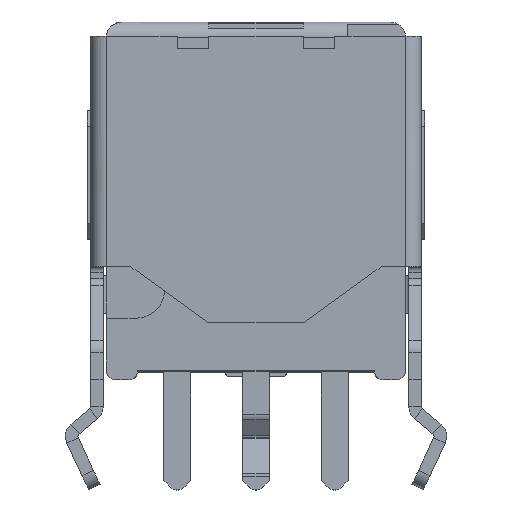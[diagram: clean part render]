
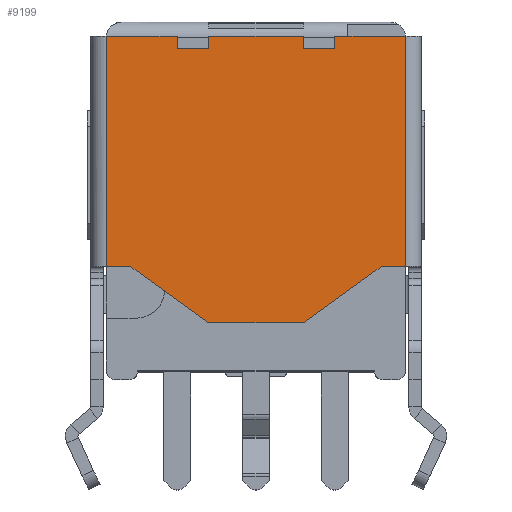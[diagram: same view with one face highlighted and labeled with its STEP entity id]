
A CAD part, top view. The second image highlights one B-rep face of the part: STEP entity #9199.
In plain terms, the highlighted planar face has unit normal (0, 0, 1).
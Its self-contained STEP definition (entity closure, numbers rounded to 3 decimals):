
#219 = CARTESIAN_POINT ( 'NONE',  ( -4.75, -2.9, 4.95 ) ) ;
#220 = VECTOR ( 'NONE', #12134, 1000. ) ;
#235 = CARTESIAN_POINT ( 'NONE',  ( 4., -2.9, 4.95 ) ) ;
#266 = CARTESIAN_POINT ( 'NONE',  ( -4., -2.9, 4.95 ) ) ;
#326 = CARTESIAN_POINT ( 'NONE',  ( -2.5, 4.4, 4.95 ) ) ;
#579 = CARTESIAN_POINT ( 'NONE',  ( 4.75, 4.4, 4.95 ) ) ;
#1004 = LINE ( 'NONE', #14498, #20353 ) ;
#1106 = LINE ( 'NONE', #15046, #4325 ) ;
#1412 = ORIENTED_EDGE ( 'NONE', *, *, #21772, .T. ) ;
#1587 = ORIENTED_EDGE ( 'NONE', *, *, #18068, .T. ) ;
#1809 = EDGE_CURVE ( 'NONE', #9602, #4989, #6003, .T. ) ;
#1825 = EDGE_CURVE ( 'NONE', #5405, #7533, #4198, .T. ) ;
#2086 = VECTOR ( 'NONE', #14466, 1000. ) ;
#2196 = DIRECTION ( 'NONE',  ( 0., 1., 0. ) ) ;
#2479 = CARTESIAN_POINT ( 'NONE',  ( 2.5, 4., 4.95 ) ) ;
#2625 = CARTESIAN_POINT ( 'NONE',  ( 1.5, 4.4, 4.95 ) ) ;
#2868 = CARTESIAN_POINT ( 'NONE',  ( 2.5, 4.4, 4.95 ) ) ;
#3421 = CARTESIAN_POINT ( 'NONE',  ( 2.5, 4.4, 4.95 ) ) ;
#3436 = CARTESIAN_POINT ( 'NONE',  ( 4., -2.9, 4.95 ) ) ;
#3670 = ORIENTED_EDGE ( 'NONE', *, *, #15282, .T. ) ;
#3845 = LINE ( 'NONE', #2625, #19341 ) ;
#3952 = DIRECTION ( 'NONE',  ( 1., 0., 0. ) ) ;
#4122 = EDGE_CURVE ( 'NONE', #14329, #9602, #16978, .T. ) ;
#4144 = LINE ( 'NONE', #8974, #4219 ) ;
#4198 = LINE ( 'NONE', #2868, #10278 ) ;
#4210 = LINE ( 'NONE', #11007, #4977 ) ;
#4219 = VECTOR ( 'NONE', #10949, 1000. ) ;
#4306 = CARTESIAN_POINT ( 'NONE',  ( 4.75, 4.4, 4.95 ) ) ;
#4325 = VECTOR ( 'NONE', #21571, 1000. ) ;
#4688 = LINE ( 'NONE', #11490, #17742 ) ;
#4848 = VERTEX_POINT ( 'NONE', #20134 ) ;
#4977 = VECTOR ( 'NONE', #17866, 1000. ) ;
#4989 = VERTEX_POINT ( 'NONE', #579 ) ;
#5126 = ORIENTED_EDGE ( 'NONE', *, *, #15203, .T. ) ;
#5294 = CARTESIAN_POINT ( 'NONE',  ( -4.85, 4.4, 4.95 ) ) ;
#5405 = VERTEX_POINT ( 'NONE', #7376 ) ;
#5615 = EDGE_CURVE ( 'NONE', #4989, #5405, #15594, .T. ) ;
#5648 = VECTOR ( 'NONE', #16173, 1000. ) ;
#5650 = VERTEX_POINT ( 'NONE', #7101 ) ;
#6003 = LINE ( 'NONE', #4306, #5648 ) ;
#6016 = DIRECTION ( 'NONE',  ( -1., 0., 0. ) ) ;
#6117 = DIRECTION ( 'NONE',  ( 0., -1., 0. ) ) ;
#6612 = CARTESIAN_POINT ( 'NONE',  ( -1.5, 4.4, 4.95 ) ) ;
#6709 = VERTEX_POINT ( 'NONE', #15465 ) ;
#6764 = DIRECTION ( 'NONE',  ( -1., 0., 0. ) ) ;
#6842 = VERTEX_POINT ( 'NONE', #9743 ) ;
#6913 = VERTEX_POINT ( 'NONE', #16798 ) ;
#7054 = DIRECTION ( 'NONE',  ( 0.812, -0.584, 0. ) ) ;
#7101 = CARTESIAN_POINT ( 'NONE',  ( 1.5, 4.4, 4.95 ) ) ;
#7125 = ORIENTED_EDGE ( 'NONE', *, *, #1825, .T. ) ;
#7310 = DIRECTION ( 'NONE',  ( -1., 0., 0. ) ) ;
#7376 = CARTESIAN_POINT ( 'NONE',  ( 2.5, 4.4, 4.95 ) ) ;
#7533 = VERTEX_POINT ( 'NONE', #2479 ) ;
#7559 = LINE ( 'NONE', #12347, #9319 ) ;
#7712 = EDGE_CURVE ( 'NONE', #19460, #6709, #4688, .T. ) ;
#7720 = ORIENTED_EDGE ( 'NONE', *, *, #12330, .T. ) ;
#8075 = VERTEX_POINT ( 'NONE', #13388 ) ;
#8113 = ORIENTED_EDGE ( 'NONE', *, *, #4122, .T. ) ;
#8398 = ORIENTED_EDGE ( 'NONE', *, *, #11723, .T. ) ;
#8403 = ORIENTED_EDGE ( 'NONE', *, *, #8858, .T. ) ;
#8516 = AXIS2_PLACEMENT_3D ( 'NONE', #17407, #19291, #3952 ) ;
#8518 = EDGE_CURVE ( 'NONE', #5650, #19460, #16046, .T. ) ;
#8858 = EDGE_CURVE ( 'NONE', #13998, #10868, #4144, .T. ) ;
#8974 = CARTESIAN_POINT ( 'NONE',  ( -1.5, -4.7, 4.95 ) ) ;
#9199 = ADVANCED_FACE ( 'NONE', ( #20546 ), #10555, .T. ) ;
#9319 = VECTOR ( 'NONE', #14393, 1000. ) ;
#9418 = VECTOR ( 'NONE', #20675, 1000. ) ;
#9602 = VERTEX_POINT ( 'NONE', #14120 ) ;
#9743 = CARTESIAN_POINT ( 'NONE',  ( -2.5, 4.4, 4.95 ) ) ;
#9991 = ORIENTED_EDGE ( 'NONE', *, *, #17104, .T. ) ;
#10061 = VERTEX_POINT ( 'NONE', #19785 ) ;
#10278 = VECTOR ( 'NONE', #6117, 1000. ) ;
#10555 = PLANE ( 'NONE',  #8516 ) ;
#10849 = VERTEX_POINT ( 'NONE', #14213 ) ;
#10868 = VERTEX_POINT ( 'NONE', #18114 ) ;
#10949 = DIRECTION ( 'NONE',  ( 1., 0., 0. ) ) ;
#11007 = CARTESIAN_POINT ( 'NONE',  ( -2.5, 4., 4.95 ) ) ;
#11490 = CARTESIAN_POINT ( 'NONE',  ( -1.5, 4.4, 4.95 ) ) ;
#11723 = EDGE_CURVE ( 'NONE', #6842, #6913, #13796, .T. ) ;
#11943 = ORIENTED_EDGE ( 'NONE', *, *, #8518, .T. ) ;
#12132 = LINE ( 'NONE', #219, #9418 ) ;
#12134 = DIRECTION ( 'NONE',  ( 1., 0., 0. ) ) ;
#12330 = EDGE_CURVE ( 'NONE', #6913, #8075, #12132, .T. ) ;
#12347 = CARTESIAN_POINT ( 'NONE',  ( -4.85, -2.9, 4.95 ) ) ;
#12779 = DIRECTION ( 'NONE',  ( 0., 1., 0. ) ) ;
#13240 = ORIENTED_EDGE ( 'NONE', *, *, #21291, .T. ) ;
#13388 = CARTESIAN_POINT ( 'NONE',  ( -4.75, -2.9, 4.95 ) ) ;
#13796 = LINE ( 'NONE', #5294, #17974 ) ;
#13998 = VERTEX_POINT ( 'NONE', #18215 ) ;
#14120 = CARTESIAN_POINT ( 'NONE',  ( 4.75, -2.9, 4.95 ) ) ;
#14213 = CARTESIAN_POINT ( 'NONE',  ( -4., -2.9, 4.95 ) ) ;
#14329 = VERTEX_POINT ( 'NONE', #235 ) ;
#14393 = DIRECTION ( 'NONE',  ( 1., 0., 0. ) ) ;
#14466 = DIRECTION ( 'NONE',  ( -1., 0., 0. ) ) ;
#14498 = CARTESIAN_POINT ( 'NONE',  ( 1.5, 4., 4.95 ) ) ;
#14578 = ORIENTED_EDGE ( 'NONE', *, *, #7712, .T. ) ;
#15046 = CARTESIAN_POINT ( 'NONE',  ( 1.5, -4.7, 4.95 ) ) ;
#15203 = EDGE_CURVE ( 'NONE', #7533, #10061, #1004, .T. ) ;
#15282 = EDGE_CURVE ( 'NONE', #6709, #4848, #4210, .T. ) ;
#15465 = CARTESIAN_POINT ( 'NONE',  ( -1.5, 4., 4.95 ) ) ;
#15573 = ORIENTED_EDGE ( 'NONE', *, *, #16899, .T. ) ;
#15594 = LINE ( 'NONE', #3421, #19809 ) ;
#15603 = LINE ( 'NONE', #326, #21010 ) ;
#15662 = LINE ( 'NONE', #266, #17116 ) ;
#16046 = LINE ( 'NONE', #19725, #2086 ) ;
#16173 = DIRECTION ( 'NONE',  ( 0., 1., 0. ) ) ;
#16798 = CARTESIAN_POINT ( 'NONE',  ( -4.75, 4.4, 4.95 ) ) ;
#16899 = EDGE_CURVE ( 'NONE', #8075, #10849, #7559, .T. ) ;
#16978 = LINE ( 'NONE', #3436, #220 ) ;
#17104 = EDGE_CURVE ( 'NONE', #10868, #14329, #1106, .T. ) ;
#17116 = VECTOR ( 'NONE', #7054, 1000. ) ;
#17124 = DIRECTION ( 'NONE',  ( 0., -1., 0. ) ) ;
#17407 = CARTESIAN_POINT ( 'NONE',  ( -4.85, 4.4, 4.95 ) ) ;
#17742 = VECTOR ( 'NONE', #17124, 1000. ) ;
#17866 = DIRECTION ( 'NONE',  ( -1., 0., 0. ) ) ;
#17974 = VECTOR ( 'NONE', #6764, 1000. ) ;
#18068 = EDGE_CURVE ( 'NONE', #10061, #5650, #3845, .T. ) ;
#18114 = CARTESIAN_POINT ( 'NONE',  ( 1.5, -4.7, 4.95 ) ) ;
#18127 = ORIENTED_EDGE ( 'NONE', *, *, #5615, .T. ) ;
#18215 = CARTESIAN_POINT ( 'NONE',  ( -1.5, -4.7, 4.95 ) ) ;
#18819 = ORIENTED_EDGE ( 'NONE', *, *, #1809, .T. ) ;
#19291 = DIRECTION ( 'NONE',  ( 0., 0., 1. ) ) ;
#19341 = VECTOR ( 'NONE', #12779, 1000. ) ;
#19460 = VERTEX_POINT ( 'NONE', #6612 ) ;
#19725 = CARTESIAN_POINT ( 'NONE',  ( -1.5, 4.4, 4.95 ) ) ;
#19785 = CARTESIAN_POINT ( 'NONE',  ( 1.5, 4., 4.95 ) ) ;
#19809 = VECTOR ( 'NONE', #7310, 1000. ) ;
#20134 = CARTESIAN_POINT ( 'NONE',  ( -2.5, 4., 4.95 ) ) ;
#20353 = VECTOR ( 'NONE', #6016, 1000. ) ;
#20546 = FACE_OUTER_BOUND ( 'NONE', #21201, .T. ) ;
#20675 = DIRECTION ( 'NONE',  ( 0., -1., 0. ) ) ;
#21010 = VECTOR ( 'NONE', #2196, 1000. ) ;
#21201 = EDGE_LOOP ( 'NONE', ( #8398, #7720, #15573, #1412, #8403, #9991, #8113, #18819, #18127, #7125, #5126, #1587, #11943, #14578, #3670, #13240 ) ) ;
#21291 = EDGE_CURVE ( 'NONE', #4848, #6842, #15603, .T. ) ;
#21571 = DIRECTION ( 'NONE',  ( 0.812, 0.584, 0. ) ) ;
#21772 = EDGE_CURVE ( 'NONE', #10849, #13998, #15662, .T. ) ;
